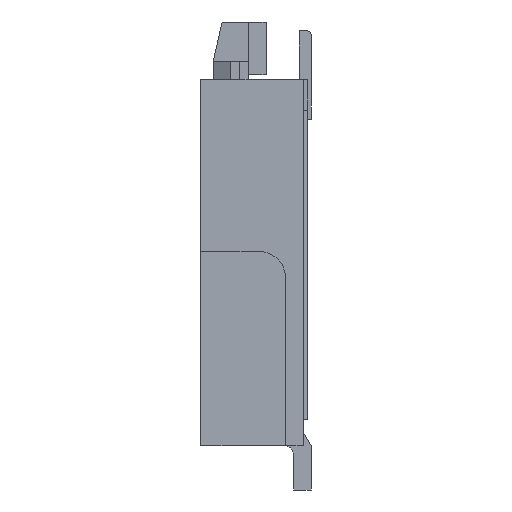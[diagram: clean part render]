
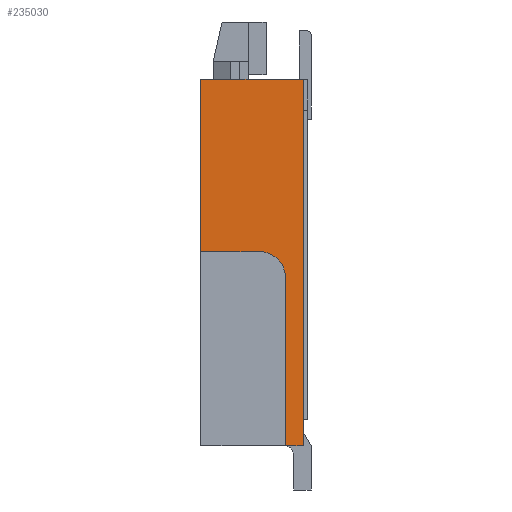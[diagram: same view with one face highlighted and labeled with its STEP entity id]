
A CAD part, left-side view. The second image highlights one B-rep face of the part: STEP entity #235030.
In plain terms, the highlighted planar face has unit normal (-1, 0, 0).
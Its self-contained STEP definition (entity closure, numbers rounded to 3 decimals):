
#78970=CARTESIAN_POINT('',(-15.725,6.807,
3.512));
#78980=VERTEX_POINT('',#78970);
#79010=CARTESIAN_POINT('',(-15.725,6.757,
3.512));
#79020=DIRECTION('',(0.,1.,0.));
#79030=VECTOR('',#79020,1.);
#79040=LINE('',#79010,#79030);
#79050=CARTESIAN_POINT('',(-15.725,7.967,
3.512));
#79060=VERTEX_POINT('',#79050);
#79070=EDGE_CURVE('',#78980,#79060,#79040,.T.);
#127840=CARTESIAN_POINT('',(-15.725,7.007,
-0.638));
#127850=VERTEX_POINT('',#127840);
#127880=CARTESIAN_POINT('',(-15.725,6.757,
-0.638));
#127890=DIRECTION('',(0.,1.,0.));
#127900=VECTOR('',#127890,1.);
#127910=LINE('',#127880,#127900);
#127920=CARTESIAN_POINT('',(-15.725,6.807,
-0.638));
#127930=VERTEX_POINT('',#127920);
#127940=EDGE_CURVE('',#127930,#127850,#127910,.T.);
#150080=CARTESIAN_POINT('',(-15.725,7.307,
1.562));
#150090=VERTEX_POINT('',#150080);
#150400=CARTESIAN_POINT('',(-15.725,7.967,
1.562));
#150410=VERTEX_POINT('',#150400);
#150440=CARTESIAN_POINT('',(-15.725,6.757,
1.562));
#150450=DIRECTION('',(0.,1.,0.));
#150460=VECTOR('',#150450,1.);
#150470=LINE('',#150440,#150460);
#150480=EDGE_CURVE('',#150090,#150410,#150470,.T.);
#234520=CARTESIAN_POINT('',(-15.725,7.007,
1.262));
#234530=VERTEX_POINT('',#234520);
#234560=CARTESIAN_POINT('',(-15.725,7.007,
-0.638));
#234570=DIRECTION('',(0.,0.,-1.));
#234580=VECTOR('',#234570,1.);
#234590=LINE('',#234560,#234580);
#234600=EDGE_CURVE('',#234530,#127850,#234590,.T.);
#234730=CARTESIAN_POINT('',(-15.725,7.528,
1.94));
#234740=DIRECTION('',(1.,0.,0.));
#234750=DIRECTION('',(0.,1.,0.));
#234760=AXIS2_PLACEMENT_3D('',#234730,#234740,#234750);
#234770=PLANE('',#234760);
#234780=CARTESIAN_POINT('',(-15.725,7.307,
1.262));
#234790=DIRECTION('',(1.,0.,0.));
#234800=DIRECTION('',(0.,1.,0.));
#234810=AXIS2_PLACEMENT_3D('',#234780,#234790,#234800);
#234820=CIRCLE('',#234810,0.3);
#234830=EDGE_CURVE('',#150090,#234530,#234820,.T.);
#234840=ORIENTED_EDGE('',*,*,#234830,.T.);
#234850=ORIENTED_EDGE('',*,*,#150480,.F.);
#234860=CARTESIAN_POINT('',(-15.725,7.967,
-0.638));
#234870=DIRECTION('',(0.,0.,1.));
#234880=VECTOR('',#234870,1.);
#234890=LINE('',#234860,#234880);
#234900=EDGE_CURVE('',#150410,#79060,#234890,.T.);
#234910=ORIENTED_EDGE('',*,*,#234900,.F.);
#234920=ORIENTED_EDGE('',*,*,#79070,.T.);
#234930=CARTESIAN_POINT('',(-15.725,6.807,
-0.638));
#234940=DIRECTION('',(0.,0.,1.));
#234950=VECTOR('',#234940,1.);
#234960=LINE('',#234930,#234950);
#234970=EDGE_CURVE('',#127930,#78980,#234960,.T.);
#234980=ORIENTED_EDGE('',*,*,#234970,.T.);
#234990=ORIENTED_EDGE('',*,*,#127940,.F.);
#235000=ORIENTED_EDGE('',*,*,#234600,.T.);
#235010=EDGE_LOOP('',(#235000,#234990,#234980,#234920,#234910,#234850,
#234840));
#235020=FACE_OUTER_BOUND('',#235010,.T.);
#235030=ADVANCED_FACE('',(#235020),#234770,.F.);
